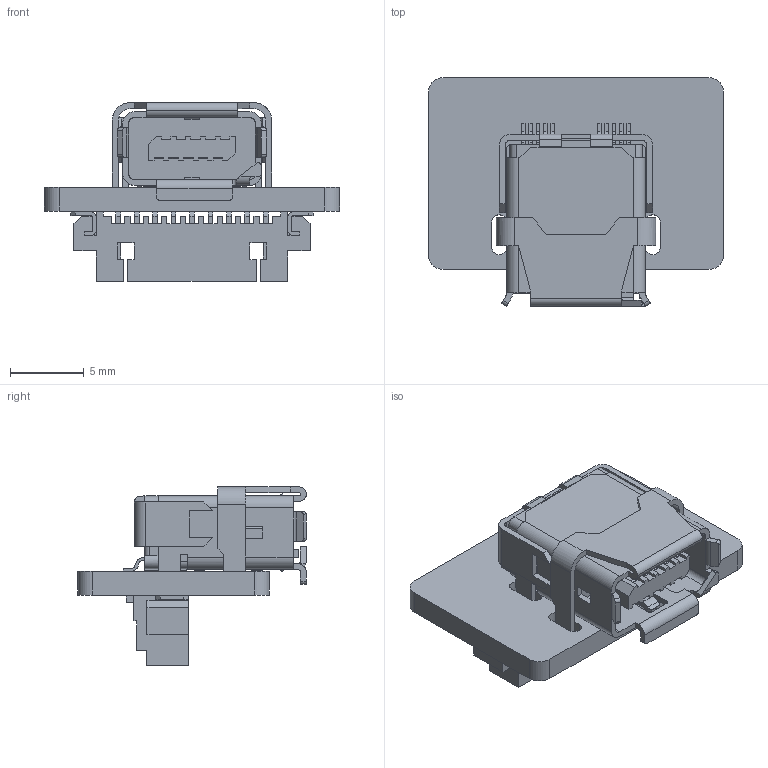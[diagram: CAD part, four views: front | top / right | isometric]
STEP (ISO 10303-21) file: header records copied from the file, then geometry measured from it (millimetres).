
FILE_DESCRIPTION(('KiCad electronic assembly'),'2;1');
FILE_NAME('WaterproofEthernetSocket_Outlet.step','2024-03-01T08:01:41',( 'Pcbnew'),('Kicad'),'Open CASCADE STEP processor 7.7', 'KiCad to STEP converter','Unknown');
FILE_SCHEMA(('AUTOMOTIVE_DESIGN { 1 0 10303 214 1 1 1 1 }'));
Length unit declared in the file: millimetre
Products named in the file (6): WaterproofEthernetSocket_Outlet 1; Connector_Harting_09452812561_ix_Industrial_Ethernet; 100806957ugm000_d; Molex_PicoBlade_53398-0971_1x09-1MP_P1.25mm_Vertical; Molex_53398_0971; WaterproofEthernetSocket_Outlet_PCB
Assembly tree (5 placements, depth 3):
  WaterproofEthernetSocket_Outlet 1
    Connector_Harting_09452812561_ix_Industrial_Ethernet
      100806957ugm000_d
    Molex_PicoBlade_53398-0971_1x09-1MP_P1.25mm_Vertical
      Molex_53398_0971
    WaterproofEthernetSocket_Outlet_PCB
Bounding box: 20 x 15.5 x 12.09 mm (x, y, z)
Volume: 895.6 mm3; surface area: 1988 mm2
Topology: 3 solids, 3 shells, 862 faces, 2473 edges, 1649 vertices
Faces by surface type: plane 694, cylinder 164, cone 4
Full cylindrical faces by diameter (mm): 1.45 x2
Entity records: 34499 total; most frequent: CARTESIAN_POINT 6993, ORIENTED_EDGE 4946, DIRECTION 3781, EDGE_CURVE 2473, VERTEX_POINT 1648, LINE 1603, VECTOR 1603, AXIS2_PLACEMENT_3D 1089
